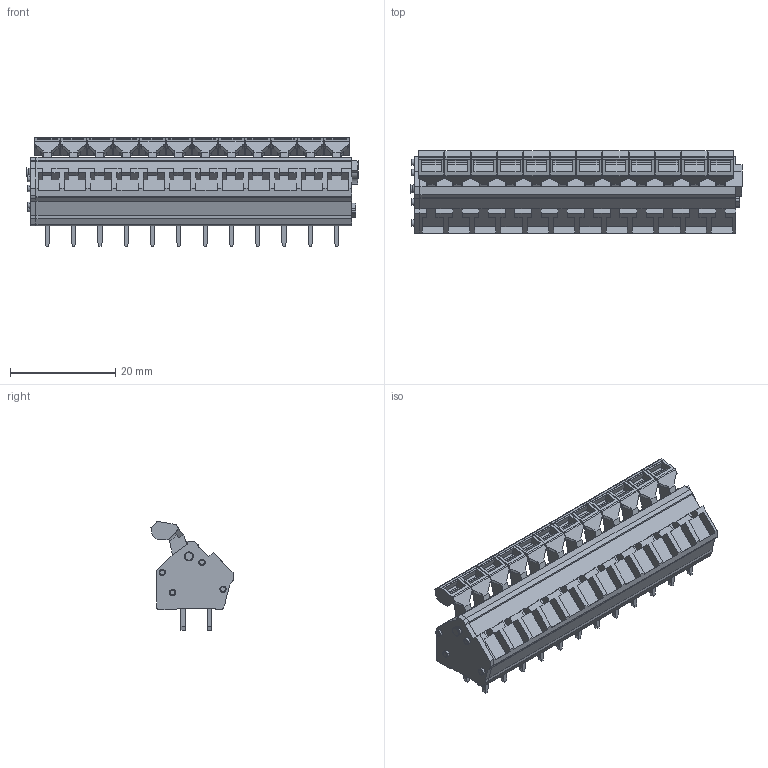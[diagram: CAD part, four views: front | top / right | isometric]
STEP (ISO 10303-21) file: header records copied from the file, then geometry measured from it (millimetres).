
FILE_DESCRIPTION(('CATIA V5 STEP Exchange','CAx-IF Rec.Pracs.--- Model Styling and Organization---1.4--- 2014-01-23'),'2;1');
FILE_NAME ('022498-2_0_1811610000_1811610000.stp','2022-05-20T09:50:21+00:00',('none'),('Weidmueller'),'CATIA Version 5-6 Release 2016 SP3 HF44','CATIA V5 STEP AP214','none');
FILE_SCHEMA(('AUTOMOTIVE_DESIGN { 1 0 10303 214 1 1 1 1 }'));
Length unit declared in the file: millimetre
Products named in the file (1): 1811610000
Bounding box: 63.1 x 15.6 x 20.65 mm (x, y, z)
Volume: 9143.5 mm3; surface area: 6295.9 mm2
Topology: 38 solids, 38 shells, 1130 faces, 3047 edges, 2022 vertices
Faces by surface type: plane 898, cylinder 208, cone 16, torus 8
Entity records: 34730 total; most frequent: CARTESIAN_POINT 6606, ORIENTED_EDGE 6094, DIRECTION 4687, EDGE_CURVE 3047, VECTOR 2603, LINE 2603, VERTEX_POINT 2022, AXIS2_PLACEMENT_3D 1197
